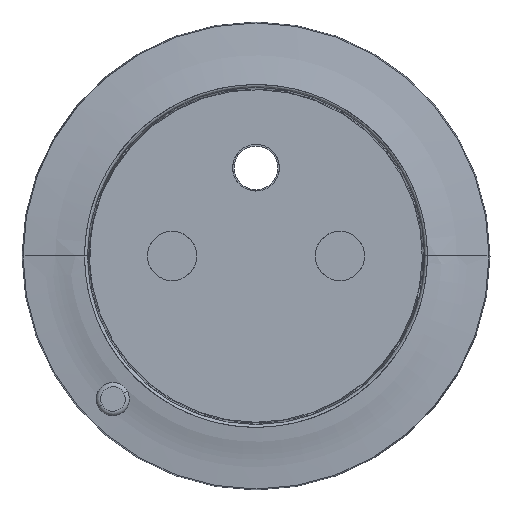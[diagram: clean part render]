
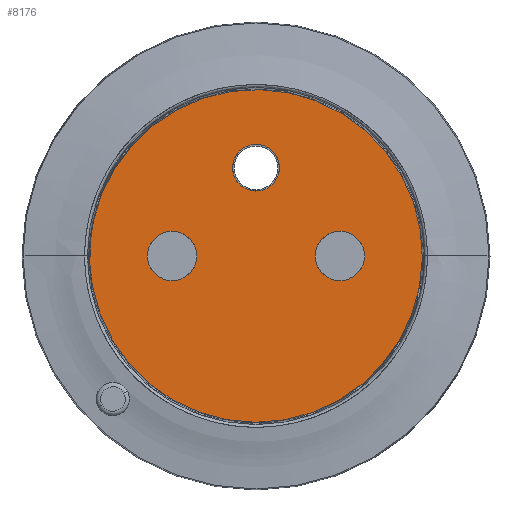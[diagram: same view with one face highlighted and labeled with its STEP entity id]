
A CAD part, top view. The second image highlights one B-rep face of the part: STEP entity #8176.
In plain terms, the highlighted planar face has unit normal (0, 0, 1).
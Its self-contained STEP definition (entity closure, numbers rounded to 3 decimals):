
#8077=AXIS2_PLACEMENT_3D('Circle Axis2P3D',#8075,#8076,$) ;
#8103=AXIS2_PLACEMENT_3D('Circle Axis2P3D',#8101,#8102,$) ;
#8116=AXIS2_PLACEMENT_3D('Plane Axis2P3D',#8113,#8114,#8115) ;
#8124=AXIS2_PLACEMENT_3D('Circle Axis2P3D',#8122,#8123,$) ;
#8133=AXIS2_PLACEMENT_3D('Circle Axis2P3D',#8131,#8132,$) ;
#8142=AXIS2_PLACEMENT_3D('Circle Axis2P3D',#8140,#8141,$) ;
#8151=AXIS2_PLACEMENT_3D('Circle Axis2P3D',#8149,#8150,$) ;
#8160=AXIS2_PLACEMENT_3D('Circle Axis2P3D',#8158,#8159,$) ;
#8169=AXIS2_PLACEMENT_3D('Circle Axis2P3D',#8167,#8168,$) ;
#8030=CARTESIAN_POINT('Vertex',(-18.521,-3.439,6.4)) ;
#8072=CARTESIAN_POINT('Vertex',(-18.421,3.937,6.4)) ;
#8075=CARTESIAN_POINT('Axis2P3D Location',(0.,0.,6.4)) ;
#8101=CARTESIAN_POINT('Axis2P3D Location',(0.,0.,6.4)) ;
#8113=CARTESIAN_POINT('Axis2P3D Location',(0.,0.,6.4)) ;
#8122=CARTESIAN_POINT('Axis2P3D Location',(9.5,0.,6.4)) ;
#8126=CARTESIAN_POINT('Vertex',(12.3,0.,6.4)) ;
#8128=CARTESIAN_POINT('Vertex',(6.7,0.,6.4)) ;
#8131=CARTESIAN_POINT('Axis2P3D Location',(9.5,0.,6.4)) ;
#8140=CARTESIAN_POINT('Axis2P3D Location',(-9.5,0.,6.4)) ;
#8144=CARTESIAN_POINT('Vertex',(-6.7,0.,6.4)) ;
#8146=CARTESIAN_POINT('Vertex',(-12.3,0.,6.4)) ;
#8149=CARTESIAN_POINT('Axis2P3D Location',(-9.5,0.,6.4)) ;
#8158=CARTESIAN_POINT('Axis2P3D Location',(0.,10.,6.4)) ;
#8162=CARTESIAN_POINT('Vertex',(-1.27,12.326,6.4)) ;
#8164=CARTESIAN_POINT('Vertex',(1.27,7.674,6.4)) ;
#8167=CARTESIAN_POINT('Axis2P3D Location',(0.,10.,6.4)) ;
#8076=DIRECTION('Axis2P3D Direction',(0.,0.,-1.)) ;
#8102=DIRECTION('Axis2P3D Direction',(0.,0.,-1.)) ;
#8114=DIRECTION('Axis2P3D Direction',(0.,0.,-1.)) ;
#8115=DIRECTION('Axis2P3D XDirection',(-1.,0.,0.)) ;
#8123=DIRECTION('Axis2P3D Direction',(0.,0.,-1.)) ;
#8132=DIRECTION('Axis2P3D Direction',(0.,0.,-1.)) ;
#8141=DIRECTION('Axis2P3D Direction',(0.,0.,-1.)) ;
#8150=DIRECTION('Axis2P3D Direction',(0.,0.,-1.)) ;
#8159=DIRECTION('Axis2P3D Direction',(0.,0.,-1.)) ;
#8168=DIRECTION('Axis2P3D Direction',(0.,0.,-1.)) ;
#8119=ORIENTED_EDGE('',*,*,#8079,.T.) ;
#8120=ORIENTED_EDGE('',*,*,#8105,.T.) ;
#8137=ORIENTED_EDGE('',*,*,#8130,.T.) ;
#8138=ORIENTED_EDGE('',*,*,#8135,.T.) ;
#8155=ORIENTED_EDGE('',*,*,#8148,.T.) ;
#8156=ORIENTED_EDGE('',*,*,#8153,.T.) ;
#8173=ORIENTED_EDGE('',*,*,#8166,.F.) ;
#8174=ORIENTED_EDGE('',*,*,#8171,.F.) ;
#8139=FACE_BOUND('',#8136,.T.) ;
#8157=FACE_BOUND('',#8154,.T.) ;
#8175=FACE_BOUND('',#8172,.T.) ;
#8176=ADVANCED_FACE('GE00123_A.1\\GE00123_A-Rev 8',(#8121,#8139,#8157,#8175),#8117,.F.) ;
#8078=CIRCLE('generated circle',#8077,18.837) ;
#8104=CIRCLE('generated circle',#8103,18.837) ;
#8125=CIRCLE('generated circle',#8124,2.8) ;
#8134=CIRCLE('generated circle',#8133,2.8) ;
#8143=CIRCLE('generated circle',#8142,2.8) ;
#8152=CIRCLE('generated circle',#8151,2.8) ;
#8161=CIRCLE('generated circle',#8160,2.65) ;
#8170=CIRCLE('generated circle',#8169,2.65) ;
#8079=EDGE_CURVE('',#8031,#8073,#8078,.F.) ;
#8105=EDGE_CURVE('',#8073,#8031,#8104,.F.) ;
#8130=EDGE_CURVE('',#8127,#8129,#8125,.T.) ;
#8135=EDGE_CURVE('',#8129,#8127,#8134,.T.) ;
#8148=EDGE_CURVE('',#8145,#8147,#8143,.T.) ;
#8153=EDGE_CURVE('',#8147,#8145,#8152,.T.) ;
#8166=EDGE_CURVE('',#8163,#8165,#8161,.F.) ;
#8171=EDGE_CURVE('',#8165,#8163,#8170,.F.) ;
#8118=EDGE_LOOP('',(#8119,#8120)) ;
#8136=EDGE_LOOP('',(#8137,#8138)) ;
#8154=EDGE_LOOP('',(#8155,#8156)) ;
#8172=EDGE_LOOP('',(#8173,#8174)) ;
#8121=FACE_OUTER_BOUND('',#8118,.T.) ;
#8117=PLANE('',#8116) ;
#8031=VERTEX_POINT('',#8030) ;
#8073=VERTEX_POINT('',#8072) ;
#8127=VERTEX_POINT('',#8126) ;
#8129=VERTEX_POINT('',#8128) ;
#8145=VERTEX_POINT('',#8144) ;
#8147=VERTEX_POINT('',#8146) ;
#8163=VERTEX_POINT('',#8162) ;
#8165=VERTEX_POINT('',#8164) ;
